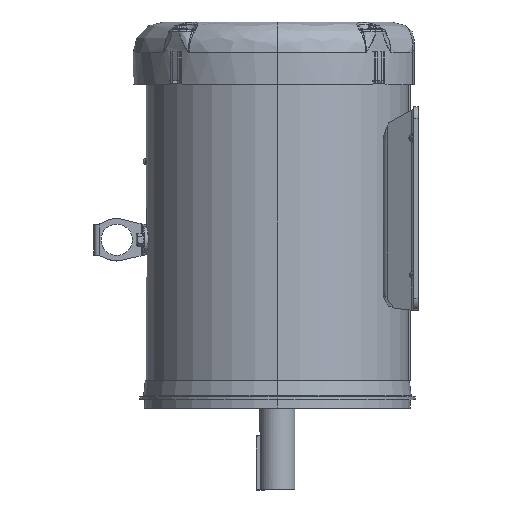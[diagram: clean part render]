
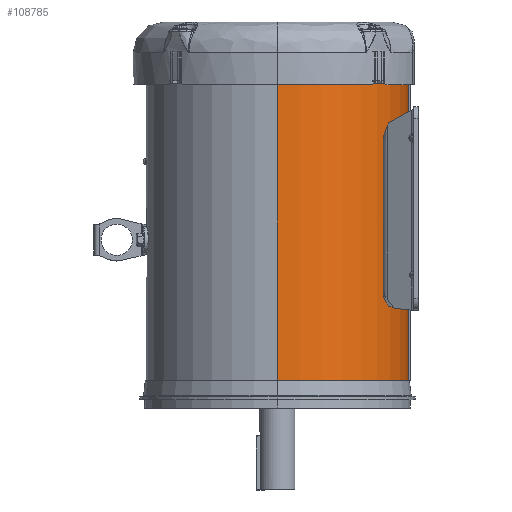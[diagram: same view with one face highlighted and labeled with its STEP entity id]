
A CAD part, left-side view. The second image highlights one B-rep face of the part: STEP entity #108785.
In plain terms, the highlighted cylindrical face has radius 106.617 mm (diameter 213.233 mm), a partial arc.
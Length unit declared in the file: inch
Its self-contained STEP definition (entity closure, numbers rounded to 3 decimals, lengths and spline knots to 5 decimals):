
#875 = DIRECTION ( 'NONE',  ( 1., 0., 0. ) ) ;
#3414 = ORIENTED_EDGE ( 'NONE', *, *, #150815, .F. ) ;
#6602 = ORIENTED_EDGE ( 'NONE', *, *, #86576, .T. ) ;
#7666 = LINE ( 'NONE', #74047, #143188 ) ;
#14833 = EDGE_CURVE ( 'NONE', #65729, #52810, #67794, .T. ) ;
#24941 = DIRECTION ( 'NONE',  ( 0., 0., -1. ) ) ;
#38245 = DIRECTION ( 'NONE',  ( 0., 0., -1. ) ) ;
#40941 = CARTESIAN_POINT ( 'NONE',  ( -4.1975, 0., 9.3701 ) ) ;
#43355 = EDGE_LOOP ( 'NONE', ( #3414, #6602, #61096, #50162 ) ) ;
#47608 = DIRECTION ( 'NONE',  ( 0., 0., 1. ) ) ;
#50162 = ORIENTED_EDGE ( 'NONE', *, *, #154321, .F. ) ;
#51112 = AXIS2_PLACEMENT_3D ( 'NONE', #114068, #47608, #57809 ) ;
#52810 = VERTEX_POINT ( 'NONE', #72997 ) ;
#55053 = AXIS2_PLACEMENT_3D ( 'NONE', #78932, #24941, #65825 ) ;
#55507 = VECTOR ( 'NONE', #76727, 39.37008 ) ;
#57809 = DIRECTION ( 'NONE',  ( 1., 0., 0. ) ) ;
#58479 = CYLINDRICAL_SURFACE ( 'NONE', #55053, 4.1975 ) ;
#61096 = ORIENTED_EDGE ( 'NONE', *, *, #14833, .T. ) ;
#65729 = VERTEX_POINT ( 'NONE', #135332 ) ;
#65825 = DIRECTION ( 'NONE',  ( -1., 0., 0. ) ) ;
#67794 = CIRCLE ( 'NONE', #51112, 4.1975 ) ;
#72362 = CARTESIAN_POINT ( 'NONE',  ( 0., 0., 9.365 ) ) ;
#72997 = CARTESIAN_POINT ( 'NONE',  ( -0.08406, -4.19666, -0.1299 ) ) ;
#74047 = CARTESIAN_POINT ( 'NONE',  ( -0.08406, -4.19666, 9.3701 ) ) ;
#74942 = AXIS2_PLACEMENT_3D ( 'NONE', #72362, #92781, #875 ) ;
#76727 = DIRECTION ( 'NONE',  ( 0., 0., -1. ) ) ;
#78932 = CARTESIAN_POINT ( 'NONE',  ( 0., 0., 9.3701 ) ) ;
#86576 = EDGE_CURVE ( 'NONE', #101092, #65729, #109865, .T. ) ;
#92781 = DIRECTION ( 'NONE',  ( 0., 0., 1. ) ) ;
#101092 = VERTEX_POINT ( 'NONE', #152819 ) ;
#108785 = ADVANCED_FACE ( 'NONE', ( #147744 ), #58479, .T. ) ;
#109865 = LINE ( 'NONE', #40941, #55507 ) ;
#114068 = CARTESIAN_POINT ( 'NONE',  ( 0., 0., -0.1299 ) ) ;
#133523 = CIRCLE ( 'NONE', #74942, 4.1975 ) ;
#134395 = VERTEX_POINT ( 'NONE', #150223 ) ;
#135332 = CARTESIAN_POINT ( 'NONE',  ( -4.1975, 0., -0.1299 ) ) ;
#143188 = VECTOR ( 'NONE', #38245, 39.37008 ) ;
#147744 = FACE_OUTER_BOUND ( 'NONE', #43355, .T. ) ;
#150223 = CARTESIAN_POINT ( 'NONE',  ( -0.08406, -4.19666, 9.365 ) ) ;
#150815 = EDGE_CURVE ( 'NONE', #101092, #134395, #133523, .T. ) ;
#152819 = CARTESIAN_POINT ( 'NONE',  ( -4.1975, 0., 9.365 ) ) ;
#154321 = EDGE_CURVE ( 'NONE', #134395, #52810, #7666, .T. ) ;
